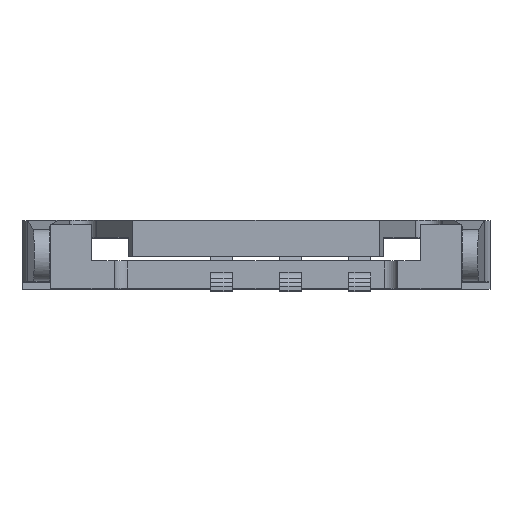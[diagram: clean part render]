
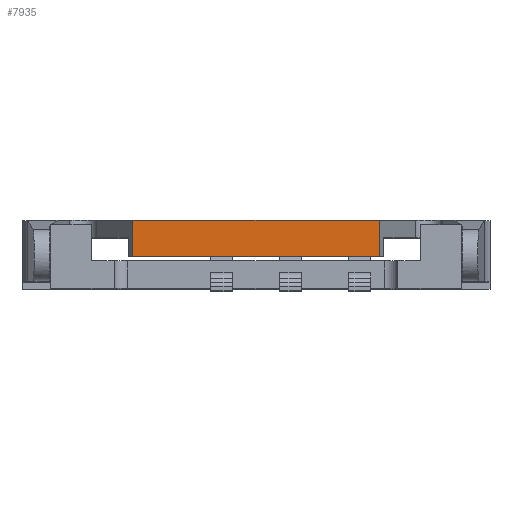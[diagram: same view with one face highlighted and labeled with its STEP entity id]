
A CAD part, top view. The second image highlights one B-rep face of the part: STEP entity #7935.
In plain terms, the highlighted planar face has unit normal (0, 0, 1).
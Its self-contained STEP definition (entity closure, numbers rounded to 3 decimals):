
#797=DIRECTION('',(1.,0.,0.));
#798=VECTOR('',#797,9.06);
#799=CARTESIAN_POINT('',(-4.53,1.33,-1.17));
#800=LINE('4588',#799,#798);
#1085=DIRECTION('',(0.,-1.,0.));
#1086=VECTOR('',#1085,1.33);
#1087=CARTESIAN_POINT('',(4.53,1.33,-1.17));
#1088=LINE('4676',#1087,#1086);
#2679=DIRECTION('',(1.,0.,0.));
#2680=VECTOR('',#2679,9.06);
#2681=CARTESIAN_POINT('',(-4.53,0.,-1.17));
#2682=LINE('4672',#2681,#2680);
#2683=DIRECTION('',(0.,-1.,0.));
#2684=VECTOR('',#2683,1.33);
#2685=CARTESIAN_POINT('',(-4.53,1.33,-1.17));
#2686=LINE('4675',#2685,#2684);
#4491=CARTESIAN_POINT('',(-4.53,1.33,-1.17));
#4492=VERTEX_POINT('',#4491);
#4493=CARTESIAN_POINT('',(4.53,1.33,-1.17));
#4494=VERTEX_POINT('',#4493);
#4603=CARTESIAN_POINT('',(-4.53,0.,-1.17));
#4605=VERTEX_POINT('',#4603);
#4607=CARTESIAN_POINT('',(4.53,0.,-1.17));
#4608=VERTEX_POINT('',#4607);
#7924=CARTESIAN_POINT('',(-4.53,1.33,-1.17));
#7925=DIRECTION('',(0.,0.,1.));
#7926=DIRECTION('',(1.,0.,0.));
#7927=AXIS2_PLACEMENT_3D('',#7924,#7925,#7926);
#7928=PLANE('3875',#7927);
#7929=ORIENTED_EDGE('4672',*,*,#5428,.F.);
#7930=ORIENTED_EDGE('4675',*,*,#5448,.F.);
#7931=ORIENTED_EDGE('4588',*,*,#5241,.T.);
#7932=ORIENTED_EDGE('4676',*,*,#5411,.T.);
#7933=EDGE_LOOP('3875',(#7929,#7930,#7931,#7932));
#7934=FACE_OUTER_BOUND('3875',#7933,.F.);
#7935=ADVANCED_FACE('3875',(#7934),#7928,.T.);
#5241=EDGE_CURVE('4588',#4492,#4494,#800,.T.);
#5411=EDGE_CURVE('4676',#4494,#4608,#1088,.T.);
#5428=EDGE_CURVE('4672',#4605,#4608,#2682,.T.);
#5448=EDGE_CURVE('4675',#4492,#4605,#2686,.T.);
